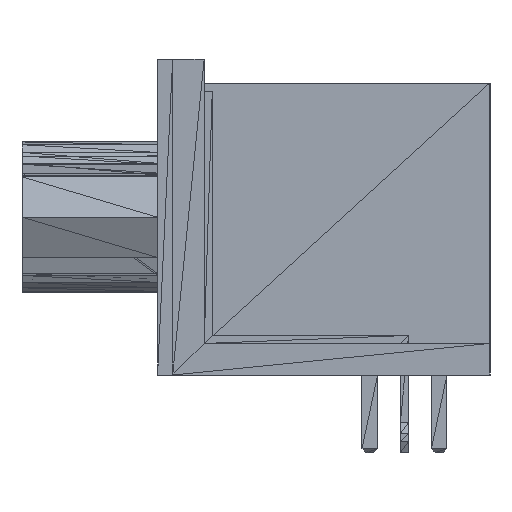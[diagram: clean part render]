
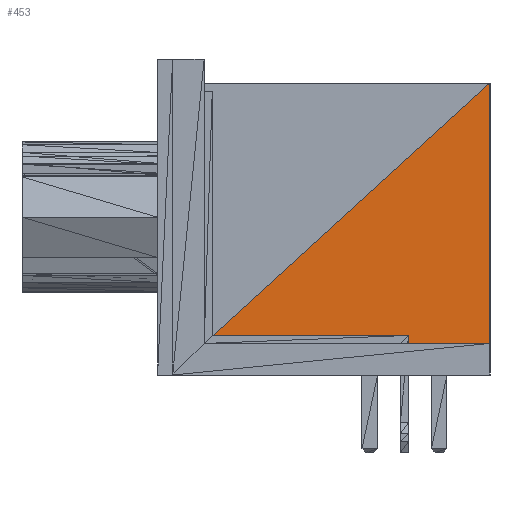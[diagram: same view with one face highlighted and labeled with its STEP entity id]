
A CAD part, left-side view. The second image highlights one B-rep face of the part: STEP entity #453.
In plain terms, the highlighted planar face has unit normal (-1, 0, 0).
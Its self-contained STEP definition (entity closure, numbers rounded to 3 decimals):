
#453=ADVANCED_FACE('',(#454),#480,.F.);
#454=FACE_OUTER_BOUND('',#455,.T.);
#455=EDGE_LOOP('',(#456,#458,#460));
#456=ORIENTED_EDGE('',*,*,#457,.T.);
#457=EDGE_CURVE('',#462,#464,#466,.T.);
#458=ORIENTED_EDGE('',*,*,#459,.T.);
#459=EDGE_CURVE('',#464,#470,#472,.T.);
#460=ORIENTED_EDGE('',*,*,#461,.T.);
#461=EDGE_CURVE('',#470,#462,#476,.T.);
#462=VERTEX_POINT('',#463);
#463=CARTESIAN_POINT('',(-29.4,-14.298,11.959));
#464=VERTEX_POINT('',#465);
#465=CARTESIAN_POINT('',(-29.4,-14.298,1.293));
#466=LINE('',#467,#468);
#467=CARTESIAN_POINT('',(-29.4,-14.298,11.959));
#468=VECTOR('',#469,1.0);
#469=DIRECTION('',(0.0,0.0,1.0));
#470=VERTEX_POINT('',#471);
#471=CARTESIAN_POINT('',(-29.4,-2.586,1.293));
#472=LINE('',#473,#474);
#473=CARTESIAN_POINT('',(-29.4,-14.298,1.293));
#474=VECTOR('',#475,1.0);
#475=DIRECTION('',(0.0,-1.0,0.0));
#476=LINE('',#477,#478);
#477=CARTESIAN_POINT('',(-29.4,-2.586,1.293));
#478=VECTOR('',#479,1.0);
#479=DIRECTION('',(0.0,0.739,-0.673));
#480=PLANE('',#481);
#481=AXIS2_PLACEMENT_3D('',#482,#483,#484);
#482=CARTESIAN_POINT('',(-29.4,-14.298,1.293));
#483=DIRECTION('',(1.0,0.0,0.0));
#484=DIRECTION('',(0.0,-0.739,0.673));
